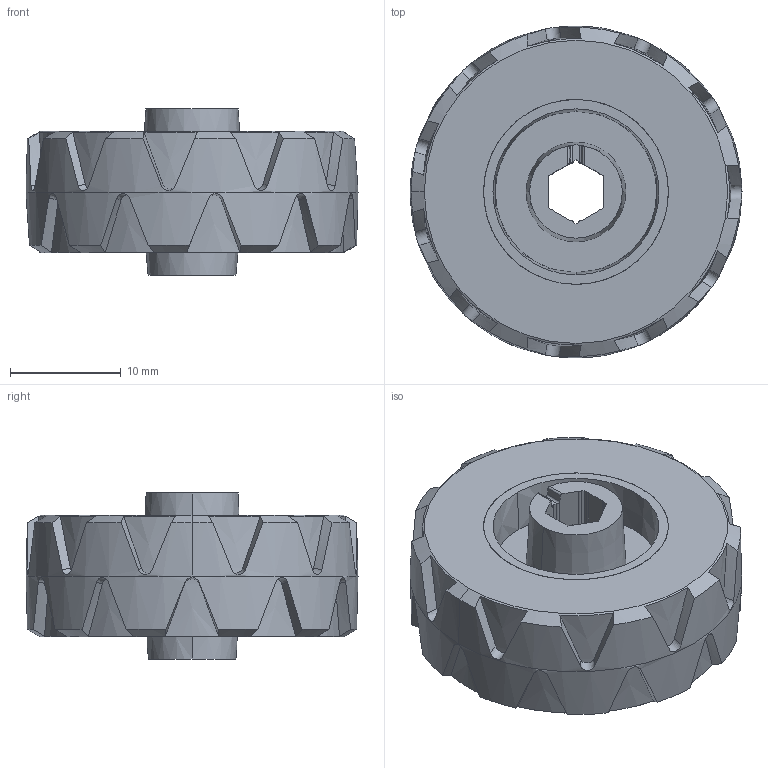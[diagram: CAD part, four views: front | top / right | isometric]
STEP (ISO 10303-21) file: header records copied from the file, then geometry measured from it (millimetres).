
FILE_DESCRIPTION (( 'STEP AP203' ), '1' );
FILE_NAME ('REV-41-1353_Default.step', '2016-09-04T21:50:25', ( '' ), ( '' ), 'SwSTEP 2.0', 'SolidWorks 2015', '' );
FILE_SCHEMA (( 'CONFIG_CONTROL_DESIGN' ));
Length unit declared in the file: inch
Products named in the file (1): REV-41-1353_Default
Bounding box: 30 x 30 x 15 mm (x, y, z)
Volume: 6326.4 mm3; surface area: 6267.8 mm2
Topology: 2 solids, 2 shells, 468 faces, 1343 edges, 875 vertices
Faces by surface type: bspline 283, plane 93, cone 70, cylinder 22
Entity records: 25866 total; most frequent: CARTESIAN_POINT 16256, ORIENTED_EDGE 2668, EDGE_CURVE 1334, DIRECTION 1070, VERTEX_POINT 875, B_SPLINE_CURVE_WITH_KNOTS 849, EDGE_LOOP 477, AXIS2_PLACEMENT_3D 477
